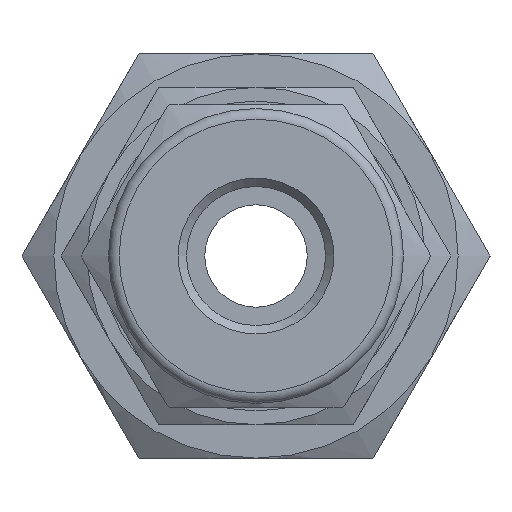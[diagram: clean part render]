
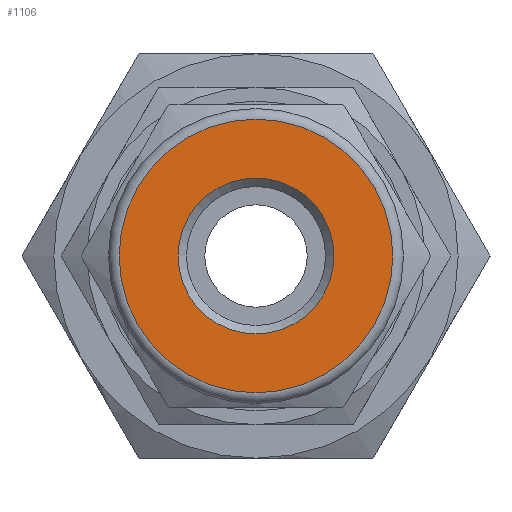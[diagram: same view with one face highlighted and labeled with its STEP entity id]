
A CAD part, left-side view. The second image highlights one B-rep face of the part: STEP entity #1106.
In plain terms, the highlighted planar face has unit normal (-1, 0, 0).
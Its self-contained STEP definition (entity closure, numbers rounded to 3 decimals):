
#19=FACE_BOUND('',#244,.T.);
#76=CIRCLE('',#1231,3.675);
#77=CIRCLE('',#1233,6.45);
#165=FACE_OUTER_BOUND('',#243,.T.);
#243=EDGE_LOOP('',(#830));
#244=EDGE_LOOP('',(#831));
#495=VERTEX_POINT('',#1815);
#496=VERTEX_POINT('',#1819);
#619=EDGE_CURVE('',#495,#495,#76,.T.);
#620=EDGE_CURVE('',#496,#496,#77,.T.);
#830=ORIENTED_EDGE('',*,*,#620,.F.);
#831=ORIENTED_EDGE('',*,*,#619,.T.);
#1060=PLANE('',#1232);
#1106=ADVANCED_FACE('',(#165,#19),#1060,.T.);
#1231=AXIS2_PLACEMENT_3D('',#1817,#1454,#1455);
#1232=AXIS2_PLACEMENT_3D('',#1818,#1456,#1457);
#1233=AXIS2_PLACEMENT_3D('',#1820,#1458,#1459);
#1454=DIRECTION('center_axis',(1.,0.,0.));
#1455=DIRECTION('ref_axis',(0.,0.,-1.));
#1456=DIRECTION('center_axis',(-1.,0.,0.));
#1457=DIRECTION('ref_axis',(0.,0.,1.));
#1458=DIRECTION('center_axis',(1.,0.,0.));
#1459=DIRECTION('ref_axis',(0.,0.,-1.));
#1815=CARTESIAN_POINT('',(1.861,-3.675,0.));
#1817=CARTESIAN_POINT('Origin',(1.861,0.,
0.));
#1818=CARTESIAN_POINT('Origin',(1.861,6.45,0.));
#1819=CARTESIAN_POINT('',(1.861,0.,6.45));
#1820=CARTESIAN_POINT('Origin',(1.861,0.,0.));
